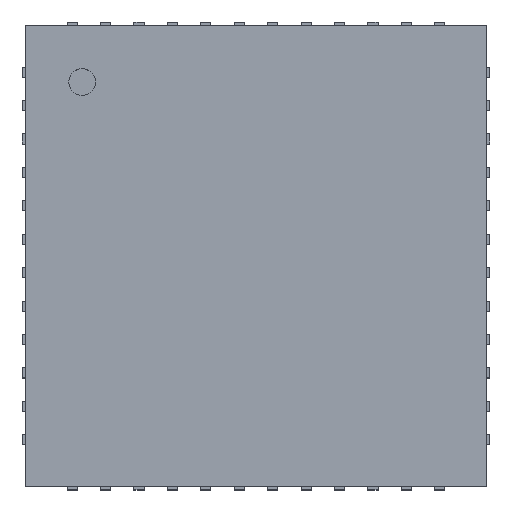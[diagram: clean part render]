
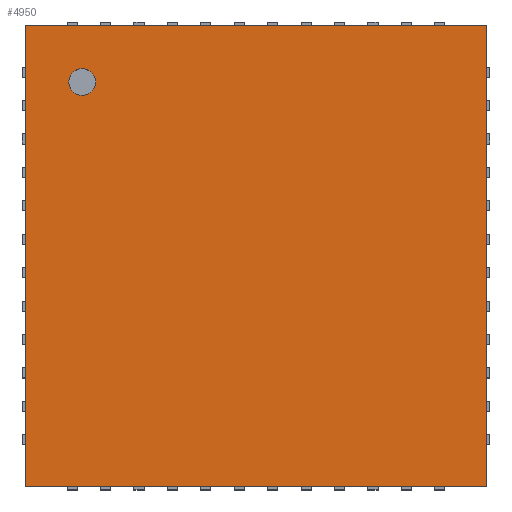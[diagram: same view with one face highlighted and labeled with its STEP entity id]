
A CAD part, top view. The second image highlights one B-rep face of the part: STEP entity #4950.
In plain terms, the highlighted planar face has unit normal (0, 0, 1).
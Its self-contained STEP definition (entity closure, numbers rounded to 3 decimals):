
#13=DIRECTION('',(0.,0.,1.));
#117=DIRECTION('',(0.,0.,-1.));
#149=VECTOR('',#150,1.);
#150=DIRECTION('',(1.,0.,0.));
#156=VECTOR('',#157,1.);
#157=DIRECTION('',(0.,-1.,0.));
#1232=ORIENTED_EDGE('',*,*,#1233,.F.);
#1233=EDGE_CURVE('',#1234,#1236,#1238,.T.);
#1234=VERTEX_POINT('',#1235);
#1235=CARTESIAN_POINT('',(-3.45,3.45,1.1));
#1236=VERTEX_POINT('',#1237);
#1237=CARTESIAN_POINT('',(3.45,3.45,1.1));
#1238=LINE('',#1235,#149);
#1455=ORIENTED_EDGE('',*,*,#1456,.T.);
#1456=EDGE_CURVE('',#1234,#1457,#1459,.T.);
#1457=VERTEX_POINT('',#1458);
#1458=CARTESIAN_POINT('',(-3.45,-3.45,1.1));
#1459=LINE('',#1235,#156);
#3103=EDGE_CURVE('',#1236,#3104,#3106,.T.);
#3104=VERTEX_POINT('',#3105);
#3105=CARTESIAN_POINT('',(3.45,-3.45,1.1));
#3106=LINE('',#1237,#156);
#3309=EDGE_CURVE('',#1457,#3104,#3310,.T.);
#3310=LINE('',#1458,#149);
#4950=ADVANCED_FACE('',(#4951,#4955),#4964,.T.);
#4951=FACE_BOUND('',#4952,.T.);
#4952=EDGE_LOOP('',(#1232,#1455,#4953,#4954));
#4953=ORIENTED_EDGE('',*,*,#3309,.T.);
#4954=ORIENTED_EDGE('',*,*,#3103,.F.);
#4955=FACE_BOUND('',#4956,.T.);
#4956=EDGE_LOOP('',(#4957));
#4957=ORIENTED_EDGE('',*,*,#4958,.T.);
#4958=EDGE_CURVE('',#4959,#4959,#4961,.T.);
#4959=VERTEX_POINT('',#4960);
#4960=CARTESIAN_POINT('',(-2.6,2.4,1.1));
#4961=CIRCLE('',#4962,0.2);
#4962=AXIS2_PLACEMENT_3D('',#4963,#117,#157);
#4963=CARTESIAN_POINT('',(-2.6,2.6,1.1));
#4964=PLANE('',#4965);
#4965=AXIS2_PLACEMENT_3D('',#1235,#13,#157);
